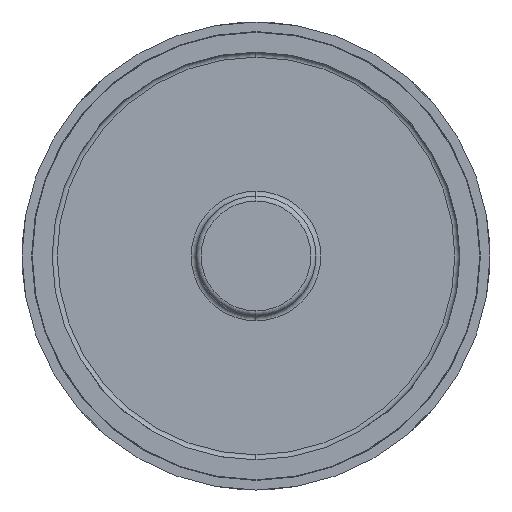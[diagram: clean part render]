
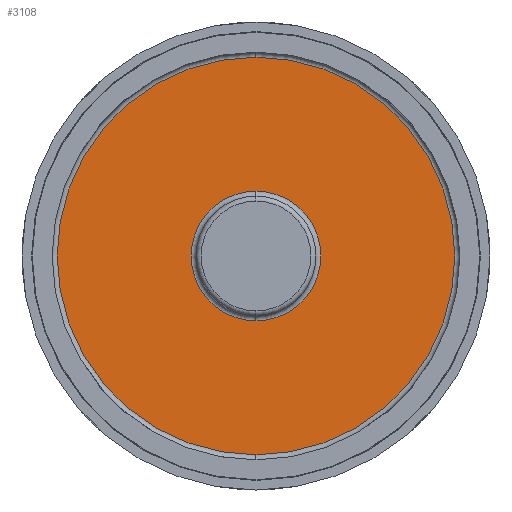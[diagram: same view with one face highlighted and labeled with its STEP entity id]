
A CAD part, left-side view. The second image highlights one B-rep face of the part: STEP entity #3108.
In plain terms, the highlighted planar face has unit normal (-1, 0, 0).
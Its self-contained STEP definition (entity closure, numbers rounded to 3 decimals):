
#22 = FACE_OUTER_BOUND ( 'NONE', #5391, .T. ) ;
#581 = DIRECTION ( 'NONE',  ( -1., 0., 0. ) ) ;
#735 = AXIS2_PLACEMENT_3D ( 'NONE', #3802, #4935, #2699 ) ;
#1125 = CARTESIAN_POINT ( 'NONE',  ( 3.087, 0., 20.244 ) ) ;
#1339 = VERTEX_POINT ( 'NONE', #1125 ) ;
#1835 = ORIENTED_EDGE ( 'NONE', *, *, #3509, .F. ) ;
#2060 = AXIS2_PLACEMENT_3D ( 'NONE', #2343, #5145, #7485 ) ;
#2138 = DIRECTION ( 'NONE',  ( 0., 0., 1. ) ) ;
#2202 = DIRECTION ( 'NONE',  ( 0., 0., 1. ) ) ;
#2343 = CARTESIAN_POINT ( 'NONE',  ( 3.087, 20.244, 0. ) ) ;
#2402 = VERTEX_POINT ( 'NONE', #5560 ) ;
#2697 = CARTESIAN_POINT ( 'NONE',  ( 3.087, 0., 0. ) ) ;
#2699 = DIRECTION ( 'NONE',  ( 0., 0., 1. ) ) ;
#2809 = CIRCLE ( 'NONE', #3655, 20.244 ) ;
#3108 = ADVANCED_FACE ( 'NONE', ( #4575, #22 ), #6934, .F. ) ;
#3457 = DIRECTION ( 'NONE',  ( 0., 0., 1. ) ) ;
#3504 = AXIS2_PLACEMENT_3D ( 'NONE', #3875, #7188, #2138 ) ;
#3509 = EDGE_CURVE ( 'NONE', #2402, #5806, #5812, .T. ) ;
#3655 = AXIS2_PLACEMENT_3D ( 'NONE', #2697, #6863, #2202 ) ;
#3732 = ORIENTED_EDGE ( 'NONE', *, *, #7097, .T. ) ;
#3802 = CARTESIAN_POINT ( 'NONE',  ( 3.087, 0., 0. ) ) ;
#3875 = CARTESIAN_POINT ( 'NONE',  ( 3.087, 0., 0. ) ) ;
#4135 = CARTESIAN_POINT ( 'NONE',  ( 3.087, 0., 6.604 ) ) ;
#4556 = ORIENTED_EDGE ( 'NONE', *, *, #5643, .T. ) ;
#4575 = FACE_BOUND ( 'NONE', #6740, .T. ) ;
#4921 = CARTESIAN_POINT ( 'NONE',  ( 3.087, 0., -20.244 ) ) ;
#4935 = DIRECTION ( 'NONE',  ( -1., 0., 0. ) ) ;
#5102 = ORIENTED_EDGE ( 'NONE', *, *, #5407, .F. ) ;
#5145 = DIRECTION ( 'NONE',  ( 1., 0., 0. ) ) ;
#5198 = CIRCLE ( 'NONE', #735, 20.244 ) ;
#5245 = VERTEX_POINT ( 'NONE', #4921 ) ;
#5312 = CARTESIAN_POINT ( 'NONE',  ( 3.087, 0., 0. ) ) ;
#5342 = AXIS2_PLACEMENT_3D ( 'NONE', #5312, #581, #3457 ) ;
#5391 = EDGE_LOOP ( 'NONE', ( #4556, #3732 ) ) ;
#5407 = EDGE_CURVE ( 'NONE', #5806, #2402, #5705, .T. ) ;
#5560 = CARTESIAN_POINT ( 'NONE',  ( 3.087, 0., -6.604 ) ) ;
#5643 = EDGE_CURVE ( 'NONE', #1339, #5245, #5198, .T. ) ;
#5705 = CIRCLE ( 'NONE', #5342, 6.604 ) ;
#5806 = VERTEX_POINT ( 'NONE', #4135 ) ;
#5812 = CIRCLE ( 'NONE', #3504, 6.604 ) ;
#6740 = EDGE_LOOP ( 'NONE', ( #5102, #1835 ) ) ;
#6863 = DIRECTION ( 'NONE',  ( -1., 0., 0. ) ) ;
#6934 = PLANE ( 'NONE',  #2060 ) ;
#7097 = EDGE_CURVE ( 'NONE', #5245, #1339, #2809, .T. ) ;
#7188 = DIRECTION ( 'NONE',  ( -1., 0., 0. ) ) ;
#7485 = DIRECTION ( 'NONE',  ( 0., 0., -1. ) ) ;
